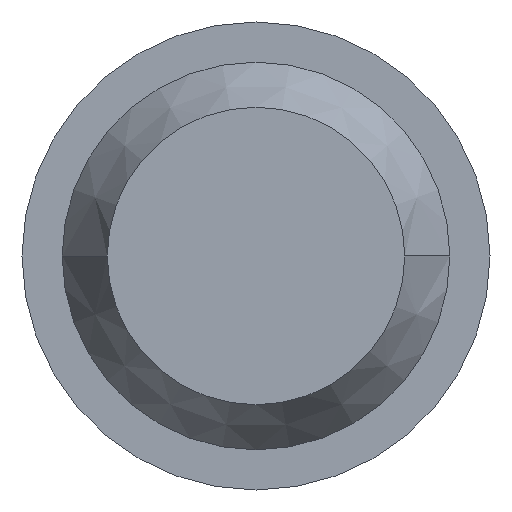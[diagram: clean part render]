
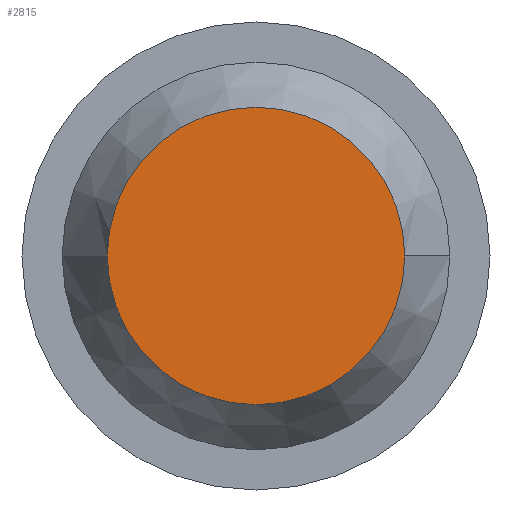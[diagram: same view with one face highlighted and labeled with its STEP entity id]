
A CAD part, front view. The second image highlights one B-rep face of the part: STEP entity #2815.
In plain terms, the highlighted planar face has unit normal (0, -1, 0).
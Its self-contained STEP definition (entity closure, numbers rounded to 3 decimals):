
#391 = CARTESIAN_POINT ( 'NONE',  ( 0., -10., 0. ) ) ;
#745 = CARTESIAN_POINT ( 'NONE',  ( 1.908, -10., 0. ) ) ;
#1429 = CARTESIAN_POINT ( 'NONE',  ( -1.908, -10., 0. ) ) ;
#1528 = CIRCLE ( 'NONE', #4323, 1.908 ) ;
#1677 = FACE_OUTER_BOUND ( 'NONE', #4210, .T. ) ;
#1735 = DIRECTION ( 'NONE',  ( -1., 0., 0. ) ) ;
#1837 = EDGE_CURVE ( 'Defeature ausgef�hrt1_4+Defeature ausgef�hrt1_5+Defeature ausgef�hrt1_5+Defeature ausgef�hrt1_5', #5021, #4069, #1528, .T. ) ;
#2148 = PLANE ( 'NONE',  #5517 ) ;
#2180 = CARTESIAN_POINT ( 'NONE',  ( -1.908, -10., 0. ) ) ;
#2221 = AXIS2_PLACEMENT_3D ( 'NONE', #3723, #2792, #2340 ) ;
#2340 = DIRECTION ( 'NONE',  ( -1., 0., 0. ) ) ;
#2792 = DIRECTION ( 'NONE',  ( 0., 1., 0. ) ) ;
#2815 = ADVANCED_FACE ( 'Defeature ausgef�hrt1_5', ( #1677 ), #2148, .T. ) ;
#3602 = EDGE_CURVE ( 'Defeature ausgef�hrt1_4+Defeature ausgef�hrt1_5+Defeature ausgef�hrt1_5+Defeature ausgef�hrt1_5', #4069, #5021, #5351, .T. ) ;
#3723 = CARTESIAN_POINT ( 'NONE',  ( 0., -10., 0. ) ) ;
#4001 = DIRECTION ( 'NONE',  ( 0., -1., 0. ) ) ;
#4069 = VERTEX_POINT ( 'NONE', #1429 ) ;
#4210 = EDGE_LOOP ( 'NONE', ( #5724, #4351 ) ) ;
#4323 = AXIS2_PLACEMENT_3D ( 'NONE', #391, #5471, #1735 ) ;
#4351 = ORIENTED_EDGE ( 'NONE', *, *, #1837, .F. ) ;
#4448 = DIRECTION ( 'NONE',  ( 1., 0., 0. ) ) ;
#5021 = VERTEX_POINT ( 'NONE', #745 ) ;
#5351 = CIRCLE ( 'NONE', #2221, 1.908 ) ;
#5471 = DIRECTION ( 'NONE',  ( 0., 1., 0. ) ) ;
#5517 = AXIS2_PLACEMENT_3D ( 'NONE', #2180, #4001, #4448 ) ;
#5724 = ORIENTED_EDGE ( 'NONE', *, *, #3602, .F. ) ;
